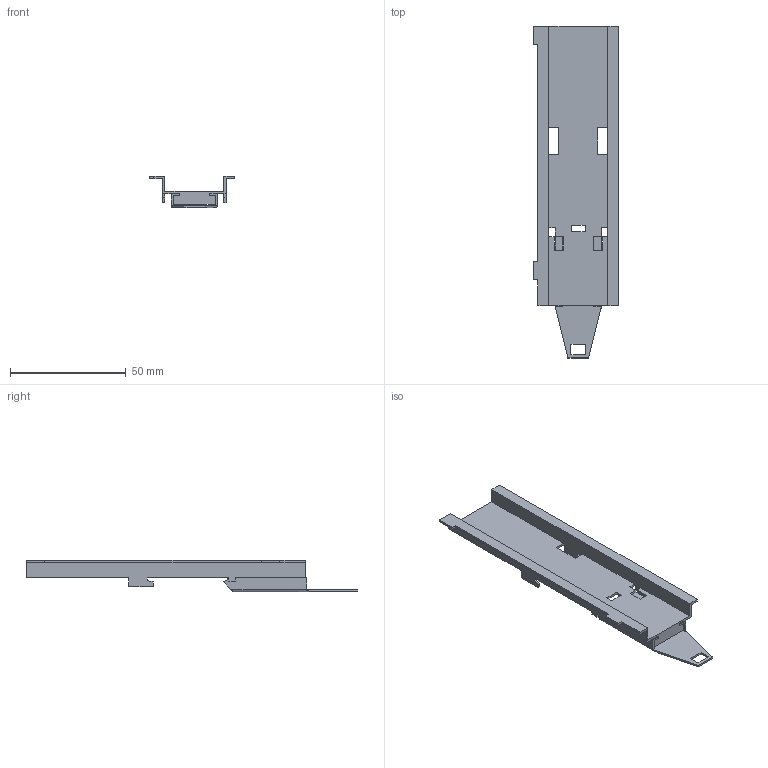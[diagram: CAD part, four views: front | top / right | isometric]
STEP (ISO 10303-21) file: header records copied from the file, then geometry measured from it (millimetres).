
FILE_DESCRIPTION(('Creo Elements/Direct Modeling STEP Export'),'2;1');
FILE_NAME('model.stp','2020-06-03T15:39:04',(''),(''),'Creo Elements/Direct Modeling STEP processor for AP214 (Solid Model)','Creo Elements/Direct Modeling 20.1A 29-Sep-2018 (C) Parametric Technology GmbH','');
FILE_SCHEMA(('AUTOMOTIVE_DESIGN { 1 0 10303 214 1 1 1 1 }'));
Length unit declared in the file: millimetre
Products named in the file (2): FL_RA_SF8-select
Assembly tree (1 placements, depth 2):
  FL_RA_SF8-select
    FL_RA_SF8-select
Bounding box: 37 x 143.61 x 13.6 mm (x, y, z)
Volume: 6969.9 mm3; surface area: 15009.2 mm2
Topology: 1 solids, 1 shells, 140 faces, 442 edges, 288 vertices
Faces by surface type: plane 138, cylinder 2
Entity records: 4789 total; most frequent: ORIENTED_EDGE 884, CARTESIAN_POINT 861, DIRECTION 709, EDGE_CURVE 442, VECTOR 421, LINE 421, VERTEX_POINT 288, EDGE_LOOP 146
